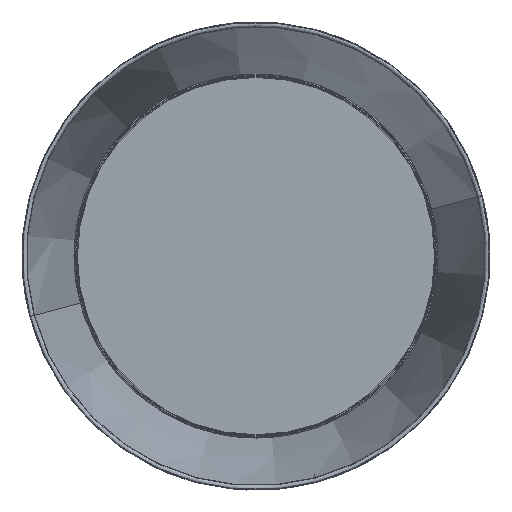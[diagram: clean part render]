
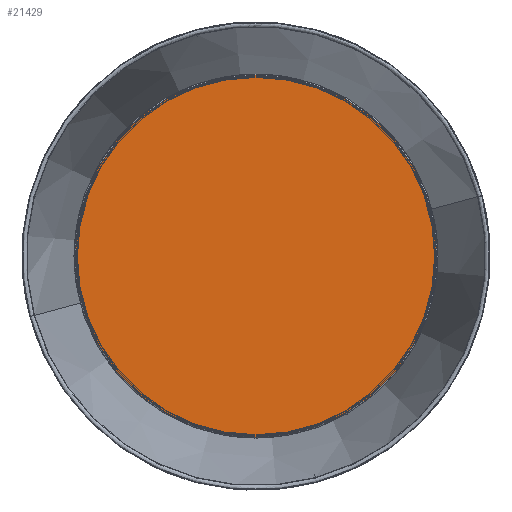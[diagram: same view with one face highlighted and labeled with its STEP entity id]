
A CAD part, front view. The second image highlights one B-rep face of the part: STEP entity #21429.
In plain terms, the highlighted planar face has unit normal (0, -1, 0).
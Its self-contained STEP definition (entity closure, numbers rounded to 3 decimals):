
#1138 = AXIS2_PLACEMENT_3D ( 'NONE', #18405, #20614, #26827 ) ;
#3808 = DIRECTION ( 'NONE',  ( 0., 1., 0. ) ) ;
#4056 = FACE_OUTER_BOUND ( 'NONE', #14171, .T. ) ;
#5030 = AXIS2_PLACEMENT_3D ( 'NONE', #22557, #3808, #7544 ) ;
#5419 = DIRECTION ( 'NONE',  ( 0., 0., -1. ) ) ;
#7544 = DIRECTION ( 'NONE',  ( 0., 0., -1. ) ) ;
#8030 = ORIENTED_EDGE ( 'NONE', *, *, #8339, .F. ) ;
#8339 = EDGE_CURVE ( 'NONE', #23572, #15517, #24421, .T. ) ;
#9440 = CIRCLE ( 'NONE', #5030, 270.883 ) ;
#10630 = ORIENTED_EDGE ( 'NONE', *, *, #10718, .F. ) ;
#10718 = EDGE_CURVE ( 'NONE', #15517, #23572, #9440, .T. ) ;
#12987 = AXIS2_PLACEMENT_3D ( 'NONE', #15923, #14008, #5419 ) ;
#13719 = CARTESIAN_POINT ( 'NONE',  ( 0., -2.5, 270.883 ) ) ;
#14008 = DIRECTION ( 'NONE',  ( 0., 1., 0. ) ) ;
#14171 = EDGE_LOOP ( 'NONE', ( #10630, #8030 ) ) ;
#15517 = VERTEX_POINT ( 'NONE', #22952 ) ;
#15923 = CARTESIAN_POINT ( 'NONE',  ( 0., -2.5, 0. ) ) ;
#18405 = CARTESIAN_POINT ( 'NONE',  ( 0., -2.5, 0. ) ) ;
#20614 = DIRECTION ( 'NONE',  ( 0., 1., 0. ) ) ;
#20741 = PLANE ( 'NONE',  #1138 ) ;
#21429 = ADVANCED_FACE ( 'NONE', ( #4056 ), #20741, .F. ) ;
#22557 = CARTESIAN_POINT ( 'NONE',  ( 0., -2.5, 0. ) ) ;
#22952 = CARTESIAN_POINT ( 'NONE',  ( 0., -2.5, -270.883 ) ) ;
#23572 = VERTEX_POINT ( 'NONE', #13719 ) ;
#24421 = CIRCLE ( 'NONE', #12987, 270.883 ) ;
#26827 = DIRECTION ( 'NONE',  ( 0., 0., 1. ) ) ;
